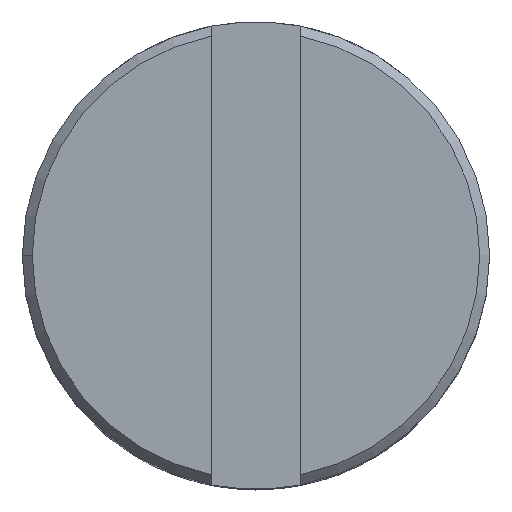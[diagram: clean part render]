
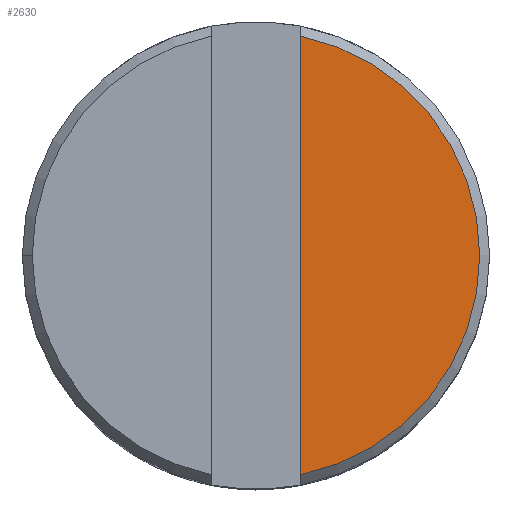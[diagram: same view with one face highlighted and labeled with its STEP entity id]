
A CAD part, top view. The second image highlights one B-rep face of the part: STEP entity #2630.
In plain terms, the highlighted planar face has unit normal (0, 0, 1).
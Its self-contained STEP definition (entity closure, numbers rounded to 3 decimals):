
#54 = FACE_OUTER_BOUND ( 'NONE', #2319, .T. ) ;
#93 = CIRCLE ( 'NONE', #2553, 4.512 ) ;
#265 = CARTESIAN_POINT ( 'NONE',  ( 0., 0., 5. ) ) ;
#845 = EDGE_CURVE ( 'NONE', #3317, #2503, #859, .T. ) ;
#859 = LINE ( 'NONE', #2284, #2668 ) ;
#1388 = DIRECTION ( 'NONE',  ( 0., 0., 1. ) ) ;
#1692 = DIRECTION ( 'NONE',  ( 1., 0., 0. ) ) ;
#1709 = PLANE ( 'NONE',  #2853 ) ;
#2242 = EDGE_CURVE ( 'NONE', #3317, #2503, #93, .T. ) ;
#2271 = DIRECTION ( 'NONE',  ( 0., 0., 1. ) ) ;
#2284 = CARTESIAN_POINT ( 'NONE',  ( 0.889, -5.199, 5. ) ) ;
#2319 = EDGE_LOOP ( 'NONE', ( #3599, #2911 ) ) ;
#2491 = CARTESIAN_POINT ( 'NONE',  ( 0., 0., 5. ) ) ;
#2503 = VERTEX_POINT ( 'NONE', #3700 ) ;
#2553 = AXIS2_PLACEMENT_3D ( 'NONE', #2491, #1388, #1692 ) ;
#2589 = DIRECTION ( 'NONE',  ( 1., 0., 0. ) ) ;
#2603 = DIRECTION ( 'NONE',  ( 0., 1., 0. ) ) ;
#2630 = ADVANCED_FACE ( 'NONE', ( #54 ), #1709, .T. ) ;
#2668 = VECTOR ( 'NONE', #2603, 1000. ) ;
#2853 = AXIS2_PLACEMENT_3D ( 'NONE', #265, #2271, #2589 ) ;
#2879 = CARTESIAN_POINT ( 'NONE',  ( 0.889, -4.423, 5. ) ) ;
#2911 = ORIENTED_EDGE ( 'NONE', *, *, #2242, .T. ) ;
#3317 = VERTEX_POINT ( 'NONE', #2879 ) ;
#3599 = ORIENTED_EDGE ( 'NONE', *, *, #845, .F. ) ;
#3700 = CARTESIAN_POINT ( 'NONE',  ( 0.889, 4.423, 5. ) ) ;
